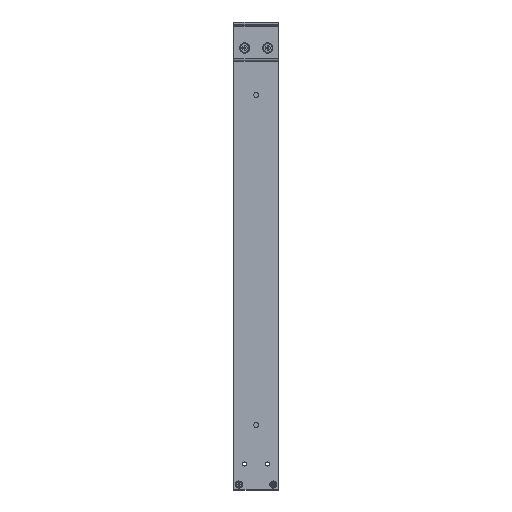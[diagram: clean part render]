
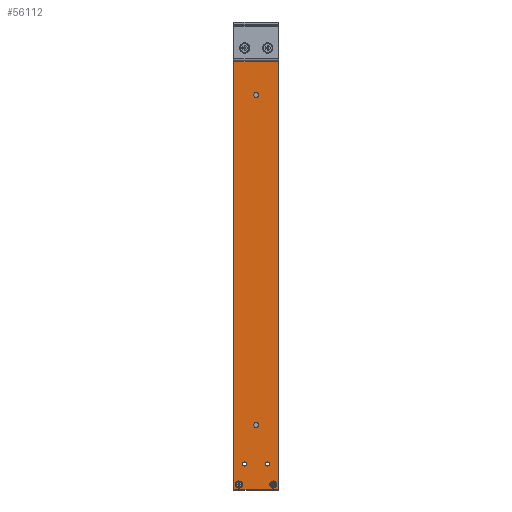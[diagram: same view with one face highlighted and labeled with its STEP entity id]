
A CAD part, front view. The second image highlights one B-rep face of the part: STEP entity #56112.
In plain terms, the highlighted planar face has unit normal (0, -1, 0).
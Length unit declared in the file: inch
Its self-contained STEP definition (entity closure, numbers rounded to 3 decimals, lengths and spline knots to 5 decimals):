
#42 = DIRECTION ( 'NONE',  ( 0., -1., 0. ) ) ;
#346 = EDGE_LOOP ( 'NONE', ( #58574 ) ) ;
#914 = CARTESIAN_POINT ( 'NONE',  ( 0.49391, -0.31353, 0.21 ) ) ;
#1073 = CIRCLE ( 'NONE', #12412, 0.1378 ) ;
#1182 = CIRCLE ( 'NONE', #15888, 0.07799 ) ;
#1427 = VECTOR ( 'NONE', #59830, 39.37008 ) ;
#1452 = PLANE ( 'NONE',  #69153 ) ;
#1539 = EDGE_CURVE ( 'NONE', #27085, #27085, #61202, .T. ) ;
#2024 = VECTOR ( 'NONE', #62658, 39.37008 ) ;
#2662 = DIRECTION ( 'NONE',  ( 0., 1., 0. ) ) ;
#2846 = LINE ( 'NONE', #24443, #2024 ) ;
#3114 = CIRCLE ( 'NONE', #17831, 0.07799 ) ;
#3134 = DIRECTION ( 'NONE',  ( 0., 1., 0. ) ) ;
#3632 = EDGE_CURVE ( 'NONE', #38835, #38835, #3114, .T. ) ;
#3910 = DIRECTION ( 'NONE',  ( 0., 0., -1. ) ) ;
#4021 = AXIS2_PLACEMENT_3D ( 'NONE', #10406, #26659, #48420 ) ;
#4530 = VERTEX_POINT ( 'NONE', #31118 ) ;
#5031 = CARTESIAN_POINT ( 'NONE',  ( 0.27729, -0.31353, 1. ) ) ;
#5227 = VECTOR ( 'NONE', #14544, 39.37008 ) ;
#5585 = DIRECTION ( 'NONE',  ( 0., 1., 0. ) ) ;
#5715 = CARTESIAN_POINT ( 'NONE',  ( 0.27729, -0.31353, 17. ) ) ;
#5719 = FACE_BOUND ( 'NONE', #50470, .T. ) ;
#6260 = DIRECTION ( 'NONE',  ( 0., 0., 1. ) ) ;
#6472 = EDGE_LOOP ( 'NONE', ( #27542 ) ) ;
#6751 = FACE_BOUND ( 'NONE', #42727, .T. ) ;
#7270 = DIRECTION ( 'NONE',  ( 0., 1., 0. ) ) ;
#8189 = CARTESIAN_POINT ( 'NONE',  ( -0.61247, -0.31353, 1.07799 ) ) ;
#8913 = DIRECTION ( 'NONE',  ( -1., 0., 0. ) ) ;
#9409 = CARTESIAN_POINT ( 'NONE',  ( -0.16759, -0.31353, 2.5 ) ) ;
#10019 = AXIS2_PLACEMENT_3D ( 'NONE', #41098, #35748, #45006 ) ;
#10406 = CARTESIAN_POINT ( 'NONE',  ( -0.16759, -0.31353, 15.188 ) ) ;
#10693 = FACE_BOUND ( 'NONE', #34803, .T. ) ;
#11035 = FACE_BOUND ( 'NONE', #50922, .T. ) ;
#11066 = DIRECTION ( 'NONE',  ( 0., 0., 1. ) ) ;
#12412 = AXIS2_PLACEMENT_3D ( 'NONE', #24450, #61954, #46203 ) ;
#13116 = LINE ( 'NONE', #30471, #5227 ) ;
#14544 = DIRECTION ( 'NONE',  ( 0., 0., 1. ) ) ;
#14730 = CARTESIAN_POINT ( 'NONE',  ( -1.02759, -0.31353, 0. ) ) ;
#15461 = CIRCLE ( 'NONE', #41531, 0.07799 ) ;
#15567 = AXIS2_PLACEMENT_3D ( 'NONE', #9409, #2662, #24625 ) ;
#15888 = AXIS2_PLACEMENT_3D ( 'NONE', #16926, #5585, #6260 ) ;
#15968 = VERTEX_POINT ( 'NONE', #59766 ) ;
#16707 = FACE_BOUND ( 'NONE', #346, .T. ) ;
#16926 = CARTESIAN_POINT ( 'NONE',  ( -0.61247, -0.31353, 1. ) ) ;
#17006 = VERTEX_POINT ( 'NONE', #27600 ) ;
#17831 = AXIS2_PLACEMENT_3D ( 'NONE', #5715, #36994, #43035 ) ;
#18274 = EDGE_CURVE ( 'NONE', #65138, #55236, #54650, .T. ) ;
#19130 = EDGE_CURVE ( 'NONE', #69051, #65138, #2846, .T. ) ;
#19695 = ORIENTED_EDGE ( 'NONE', *, *, #1539, .T. ) ;
#20020 = ORIENTED_EDGE ( 'NONE', *, *, #24052, .T. ) ;
#20426 = VERTEX_POINT ( 'NONE', #52524 ) ;
#20651 = AXIS2_PLACEMENT_3D ( 'NONE', #36623, #37642, #3910 ) ;
#20770 = CARTESIAN_POINT ( 'NONE',  ( -0.16759, -0.31353, 2.594 ) ) ;
#22357 = CARTESIAN_POINT ( 'NONE',  ( -0.16759, -0.31353, 15.282 ) ) ;
#23043 = DIRECTION ( 'NONE',  ( 0., 0., -1. ) ) ;
#23059 = EDGE_CURVE ( 'NONE', #66258, #66258, #69916, .T. ) ;
#23620 = EDGE_CURVE ( 'NONE', #69941, #69051, #13116, .T. ) ;
#24052 = EDGE_CURVE ( 'NONE', #54823, #54823, #27714, .T. ) ;
#24443 = CARTESIAN_POINT ( 'NONE',  ( 0.69241, -0.31353, 18. ) ) ;
#24450 = CARTESIAN_POINT ( 'NONE',  ( 0.49391, -0.31353, 17.79 ) ) ;
#24625 = DIRECTION ( 'NONE',  ( 0., 0., 1. ) ) ;
#24639 = CIRCLE ( 'NONE', #64534, 0.1378 ) ;
#25140 = CIRCLE ( 'NONE', #61630, 0.07799 ) ;
#26226 = CARTESIAN_POINT ( 'NONE',  ( -0.61247, -0.31353, 17. ) ) ;
#26363 = EDGE_CURVE ( 'NONE', #45156, #45156, #1182, .T. ) ;
#26583 = ORIENTED_EDGE ( 'NONE', *, *, #40179, .T. ) ;
#26653 = DIRECTION ( 'NONE',  ( 0., 1., 0. ) ) ;
#26659 = DIRECTION ( 'NONE',  ( 0., 1., 0. ) ) ;
#27085 = VERTEX_POINT ( 'NONE', #37796 ) ;
#27522 = CARTESIAN_POINT ( 'NONE',  ( -1.02759, -0.31353, 0. ) ) ;
#27542 = ORIENTED_EDGE ( 'NONE', *, *, #58800, .T. ) ;
#27600 = CARTESIAN_POINT ( 'NONE',  ( 0.49391, -0.31353, 17.6522 ) ) ;
#27714 = CIRCLE ( 'NONE', #39123, 0.1378 ) ;
#27740 = ORIENTED_EDGE ( 'NONE', *, *, #53705, .T. ) ;
#27950 = CIRCLE ( 'NONE', #15567, 0.094 ) ;
#28286 = CARTESIAN_POINT ( 'NONE',  ( -1.02759, -0.31353, 18. ) ) ;
#28356 = FACE_OUTER_BOUND ( 'NONE', #54930, .T. ) ;
#28865 = DIRECTION ( 'NONE',  ( 0., 0., -1. ) ) ;
#29905 = VECTOR ( 'NONE', #43921, 39.37008 ) ;
#30471 = CARTESIAN_POINT ( 'NONE',  ( 0.69241, -0.31353, 0. ) ) ;
#30970 = ORIENTED_EDGE ( 'NONE', *, *, #19130, .T. ) ;
#31118 = CARTESIAN_POINT ( 'NONE',  ( -0.82908, -0.31353, 17.6522 ) ) ;
#33758 = FACE_BOUND ( 'NONE', #37510, .T. ) ;
#34803 = EDGE_LOOP ( 'NONE', ( #51533 ) ) ;
#35032 = ORIENTED_EDGE ( 'NONE', *, *, #23059, .T. ) ;
#35503 = CIRCLE ( 'NONE', #20651, 0.1378 ) ;
#35748 = DIRECTION ( 'NONE',  ( 0., 1., 0. ) ) ;
#35783 = ORIENTED_EDGE ( 'NONE', *, *, #26363, .T. ) ;
#36623 = CARTESIAN_POINT ( 'NONE',  ( -0.82908, -0.31353, 17.79 ) ) ;
#36994 = DIRECTION ( 'NONE',  ( 0., 1., 0. ) ) ;
#37510 = EDGE_LOOP ( 'NONE', ( #57383 ) ) ;
#37642 = DIRECTION ( 'NONE',  ( 0., 1., 0. ) ) ;
#37796 = CARTESIAN_POINT ( 'NONE',  ( -0.16759, -0.31353, 17.0945 ) ) ;
#38382 = FACE_BOUND ( 'NONE', #54943, .T. ) ;
#38723 = CARTESIAN_POINT ( 'NONE',  ( 0.69241, -0.31353, 0. ) ) ;
#38765 = ORIENTED_EDGE ( 'NONE', *, *, #23620, .T. ) ;
#38835 = VERTEX_POINT ( 'NONE', #49528 ) ;
#38986 = EDGE_LOOP ( 'NONE', ( #27740 ) ) ;
#39123 = AXIS2_PLACEMENT_3D ( 'NONE', #62232, #3134, #63290 ) ;
#40179 = EDGE_CURVE ( 'NONE', #15968, #15968, #24639, .T. ) ;
#41098 = CARTESIAN_POINT ( 'NONE',  ( -0.16759, -0.31353, 17.0005 ) ) ;
#41531 = AXIS2_PLACEMENT_3D ( 'NONE', #5031, #26653, #11066 ) ;
#42202 = VERTEX_POINT ( 'NONE', #20770 ) ;
#42530 = CARTESIAN_POINT ( 'NONE',  ( 0.69241, -0.31353, 0. ) ) ;
#42727 = EDGE_LOOP ( 'NONE', ( #35032 ) ) ;
#43035 = DIRECTION ( 'NONE',  ( -1., 0., 0. ) ) ;
#43105 = EDGE_CURVE ( 'NONE', #50406, #50406, #25140, .T. ) ;
#43719 = FACE_BOUND ( 'NONE', #53438, .T. ) ;
#43921 = DIRECTION ( 'NONE',  ( 0., 0., -1. ) ) ;
#45006 = DIRECTION ( 'NONE',  ( 0., 0., 1. ) ) ;
#45024 = EDGE_CURVE ( 'NONE', #17006, #17006, #1073, .T. ) ;
#45156 = VERTEX_POINT ( 'NONE', #8189 ) ;
#45775 = EDGE_LOOP ( 'NONE', ( #61741 ) ) ;
#46203 = DIRECTION ( 'NONE',  ( 0., 0., -1. ) ) ;
#46206 = CARTESIAN_POINT ( 'NONE',  ( -0.82908, -0.31353, 0.0722 ) ) ;
#48420 = DIRECTION ( 'NONE',  ( 0., 0., 1. ) ) ;
#48748 = FACE_BOUND ( 'NONE', #38986, .T. ) ;
#49488 = ORIENTED_EDGE ( 'NONE', *, *, #50895, .T. ) ;
#49528 = CARTESIAN_POINT ( 'NONE',  ( 0.1993, -0.31353, 17. ) ) ;
#50065 = CARTESIAN_POINT ( 'NONE',  ( -0.69046, -0.31353, 17. ) ) ;
#50406 = VERTEX_POINT ( 'NONE', #50065 ) ;
#50470 = EDGE_LOOP ( 'NONE', ( #19695 ) ) ;
#50895 = EDGE_CURVE ( 'NONE', #55236, #69941, #60553, .T. ) ;
#50922 = EDGE_LOOP ( 'NONE', ( #20020 ) ) ;
#51533 = ORIENTED_EDGE ( 'NONE', *, *, #43105, .T. ) ;
#52524 = CARTESIAN_POINT ( 'NONE',  ( 0.27729, -0.31353, 1.07799 ) ) ;
#53438 = EDGE_LOOP ( 'NONE', ( #35783 ) ) ;
#53705 = EDGE_CURVE ( 'NONE', #20426, #20426, #15461, .T. ) ;
#54110 = EDGE_CURVE ( 'NONE', #42202, #42202, #27950, .T. ) ;
#54448 = FACE_BOUND ( 'NONE', #45775, .T. ) ;
#54650 = LINE ( 'NONE', #27522, #29905 ) ;
#54823 = VERTEX_POINT ( 'NONE', #46206 ) ;
#54930 = EDGE_LOOP ( 'NONE', ( #38765, #30970, #56246, #49488 ) ) ;
#54943 = EDGE_LOOP ( 'NONE', ( #26583 ) ) ;
#55236 = VERTEX_POINT ( 'NONE', #14730 ) ;
#56112 = ADVANCED_FACE ( 'NONE', ( #16707, #65170, #11035, #38382, #10693, #54448, #43719, #48748, #33758, #6751, #5719, #28356 ), #1452, .T. ) ;
#56246 = ORIENTED_EDGE ( 'NONE', *, *, #18274, .T. ) ;
#57383 = ORIENTED_EDGE ( 'NONE', *, *, #54110, .T. ) ;
#58574 = ORIENTED_EDGE ( 'NONE', *, *, #45024, .T. ) ;
#58800 = EDGE_CURVE ( 'NONE', #4530, #4530, #35503, .T. ) ;
#59766 = CARTESIAN_POINT ( 'NONE',  ( 0.49391, -0.31353, 0.0722 ) ) ;
#59830 = DIRECTION ( 'NONE',  ( 1., 0., 0. ) ) ;
#60553 = LINE ( 'NONE', #38723, #1427 ) ;
#61202 = CIRCLE ( 'NONE', #10019, 0.094 ) ;
#61630 = AXIS2_PLACEMENT_3D ( 'NONE', #26226, #69751, #8913 ) ;
#61741 = ORIENTED_EDGE ( 'NONE', *, *, #3632, .T. ) ;
#61954 = DIRECTION ( 'NONE',  ( 0., 1., 0. ) ) ;
#62232 = CARTESIAN_POINT ( 'NONE',  ( -0.82908, -0.31353, 0.21 ) ) ;
#62658 = DIRECTION ( 'NONE',  ( -1., 0., 0. ) ) ;
#63290 = DIRECTION ( 'NONE',  ( 0., 0., -1. ) ) ;
#64534 = AXIS2_PLACEMENT_3D ( 'NONE', #914, #7270, #28865 ) ;
#65138 = VERTEX_POINT ( 'NONE', #28286 ) ;
#65170 = FACE_BOUND ( 'NONE', #6472, .T. ) ;
#65500 = CARTESIAN_POINT ( 'NONE',  ( 0.69241, -0.31353, 0. ) ) ;
#65795 = CARTESIAN_POINT ( 'NONE',  ( 0.69241, -0.31353, 18. ) ) ;
#66258 = VERTEX_POINT ( 'NONE', #22357 ) ;
#69051 = VERTEX_POINT ( 'NONE', #65795 ) ;
#69153 = AXIS2_PLACEMENT_3D ( 'NONE', #65500, #42, #23043 ) ;
#69751 = DIRECTION ( 'NONE',  ( 0., 1., 0. ) ) ;
#69916 = CIRCLE ( 'NONE', #4021, 0.094 ) ;
#69941 = VERTEX_POINT ( 'NONE', #42530 ) ;
